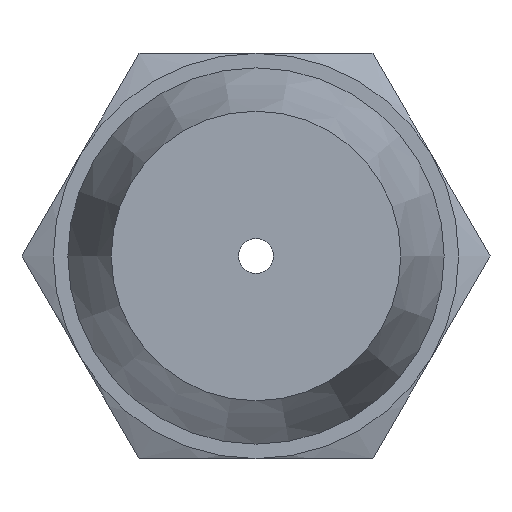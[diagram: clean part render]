
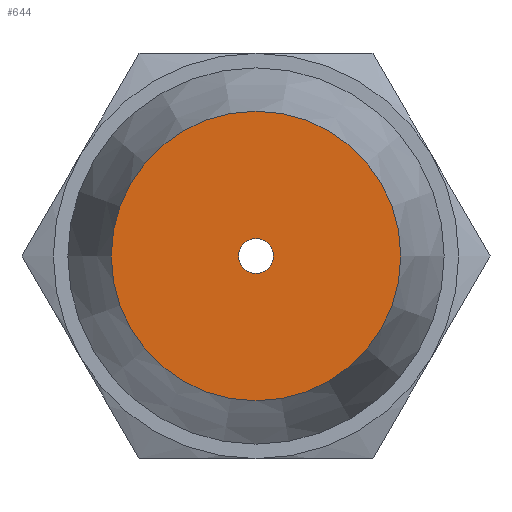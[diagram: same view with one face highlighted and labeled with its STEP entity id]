
A CAD part, front view. The second image highlights one B-rep face of the part: STEP entity #644.
In plain terms, the highlighted planar face has unit normal (0, -1, 0).
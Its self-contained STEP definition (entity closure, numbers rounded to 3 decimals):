
#40=PLANE('',#695);
#64=CIRCLE('',#696,2.5);
#65=CIRCLE('',#697,0.3);
#105=ORIENTED_EDGE('',*,*,#215,.F.);
#106=ORIENTED_EDGE('',*,*,#216,.T.);
#215=EDGE_CURVE('',#266,#266,#64,.T.);
#216=EDGE_CURVE('',#267,#267,#65,.T.);
#266=VERTEX_POINT('',#967);
#267=VERTEX_POINT('',#969);
#315=EDGE_LOOP('',(#105));
#316=EDGE_LOOP('',(#106));
#361=FACE_BOUND('',#315,.T.);
#362=FACE_BOUND('',#316,.T.);
#644=ADVANCED_FACE('',(#361,#362),#40,.T.);
#695=AXIS2_PLACEMENT_3D('',#965,#779,#780);
#696=AXIS2_PLACEMENT_3D('',#966,#781,#782);
#697=AXIS2_PLACEMENT_3D('',#968,#783,#784);
#779=DIRECTION('',(0.,-1.,0.));
#780=DIRECTION('',(-1.,0.,0.));
#781=DIRECTION('',(0.,1.,0.));
#782=DIRECTION('',(1.,0.,0.));
#783=DIRECTION('',(0.,1.,0.));
#784=DIRECTION('',(1.,0.,0.));
#965=CARTESIAN_POINT('',(0.,-6.5,0.));
#966=CARTESIAN_POINT('',(0.,-6.5,0.));
#967=CARTESIAN_POINT('',(2.5,-6.5,0.));
#968=CARTESIAN_POINT('',(0.,-6.5,0.));
#969=CARTESIAN_POINT('',(0.3,-6.5,0.));
